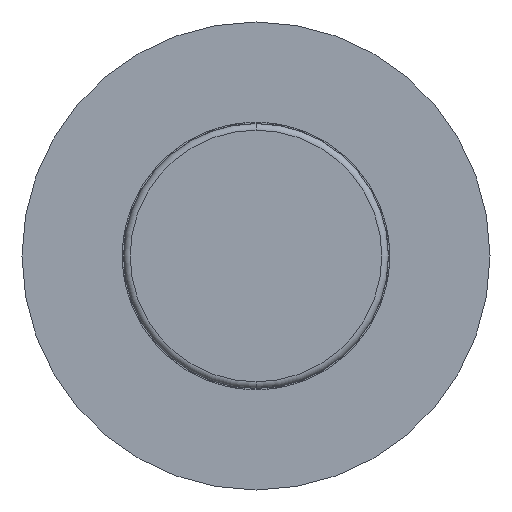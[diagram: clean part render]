
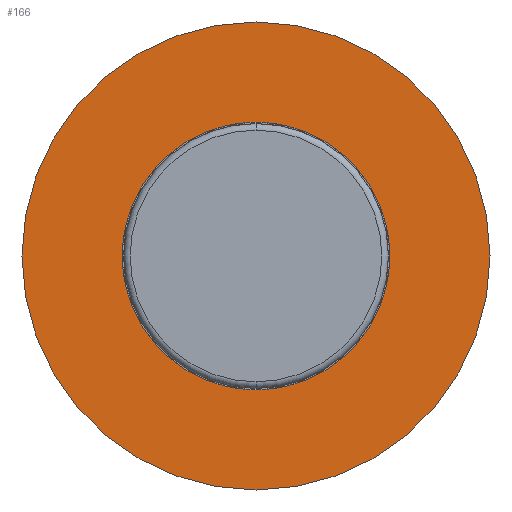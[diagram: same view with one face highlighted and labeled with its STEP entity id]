
A CAD part, front view. The second image highlights one B-rep face of the part: STEP entity #166.
In plain terms, the highlighted planar face has unit normal (0, -1, 0).
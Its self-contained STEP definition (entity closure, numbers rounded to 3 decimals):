
#1 = CARTESIAN_POINT ( 'NONE',  ( 0., 40., -10.5 ) ) ;
#6 = CARTESIAN_POINT ( 'NONE',  ( 0., 40., 0. ) ) ;
#24 = AXIS2_PLACEMENT_3D ( 'NONE', #220, #1825, #948 ) ;
#33 = DIRECTION ( 'NONE',  ( 0., 0., 1. ) ) ;
#166 = ADVANCED_FACE ( 'NONE', ( #854, #1558 ), #1599, .F. ) ;
#190 = EDGE_CURVE ( 'NONE', #325, #1858, #1116, .T. ) ;
#220 = CARTESIAN_POINT ( 'NONE',  ( 0., 40., 0. ) ) ;
#257 = EDGE_LOOP ( 'NONE', ( #577, #1105 ) ) ;
#325 = VERTEX_POINT ( 'NONE', #2124 ) ;
#348 = DIRECTION ( 'NONE',  ( 0., 0., 1. ) ) ;
#380 = AXIS2_PLACEMENT_3D ( 'NONE', #2231, #1343, #2015 ) ;
#421 = AXIS2_PLACEMENT_3D ( 'NONE', #1999, #1350, #599 ) ;
#555 = CARTESIAN_POINT ( 'NONE',  ( 0., 40., 0. ) ) ;
#565 = VERTEX_POINT ( 'NONE', #2214 ) ;
#576 = AXIS2_PLACEMENT_3D ( 'NONE', #555, #1250, #33 ) ;
#577 = ORIENTED_EDGE ( 'NONE', *, *, #1212, .F. ) ;
#599 = DIRECTION ( 'NONE',  ( 0., 0., 1. ) ) ;
#774 = CARTESIAN_POINT ( 'NONE',  ( 0., 40., 4.5 ) ) ;
#810 = ORIENTED_EDGE ( 'NONE', *, *, #959, .T. ) ;
#854 = FACE_OUTER_BOUND ( 'NONE', #257, .T. ) ;
#863 = CIRCLE ( 'NONE', #24, 10.5 ) ;
#868 = AXIS2_PLACEMENT_3D ( 'NONE', #6, #1918, #348 ) ;
#940 = EDGE_LOOP ( 'NONE', ( #810, #1897 ) ) ;
#948 = DIRECTION ( 'NONE',  ( 0., 0., 1. ) ) ;
#959 = EDGE_CURVE ( 'NONE', #565, #1156, #1376, .T. ) ;
#1105 = ORIENTED_EDGE ( 'NONE', *, *, #190, .F. ) ;
#1116 = CIRCLE ( 'NONE', #868, 10.5 ) ;
#1156 = VERTEX_POINT ( 'NONE', #774 ) ;
#1212 = EDGE_CURVE ( 'NONE', #1858, #325, #863, .T. ) ;
#1250 = DIRECTION ( 'NONE',  ( 0., 1., 0. ) ) ;
#1343 = DIRECTION ( 'NONE',  ( 0., 1., 0. ) ) ;
#1350 = DIRECTION ( 'NONE',  ( 0., 1., 0. ) ) ;
#1376 = CIRCLE ( 'NONE', #421, 4.5 ) ;
#1558 = FACE_BOUND ( 'NONE', #940, .T. ) ;
#1599 = PLANE ( 'NONE',  #576 ) ;
#1825 = DIRECTION ( 'NONE',  ( 0., 1., 0. ) ) ;
#1858 = VERTEX_POINT ( 'NONE', #1 ) ;
#1889 = CIRCLE ( 'NONE', #380, 4.5 ) ;
#1897 = ORIENTED_EDGE ( 'NONE', *, *, #2168, .T. ) ;
#1918 = DIRECTION ( 'NONE',  ( 0., 1., 0. ) ) ;
#1999 = CARTESIAN_POINT ( 'NONE',  ( 0., 40., 0. ) ) ;
#2015 = DIRECTION ( 'NONE',  ( 0., 0., 1. ) ) ;
#2124 = CARTESIAN_POINT ( 'NONE',  ( 0., 40., 10.5 ) ) ;
#2168 = EDGE_CURVE ( 'NONE', #1156, #565, #1889, .T. ) ;
#2214 = CARTESIAN_POINT ( 'NONE',  ( 0., 40., -4.5 ) ) ;
#2231 = CARTESIAN_POINT ( 'NONE',  ( 0., 40., 0. ) ) ;
